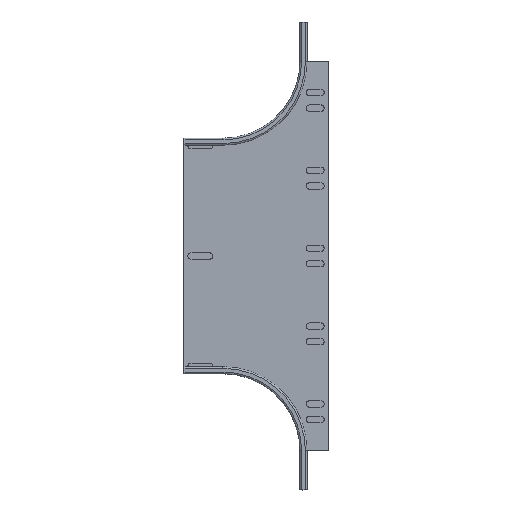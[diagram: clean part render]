
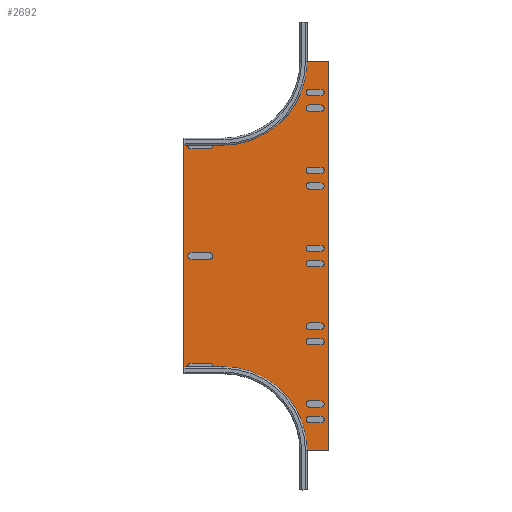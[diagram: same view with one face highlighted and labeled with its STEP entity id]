
A CAD part, top view. The second image highlights one B-rep face of the part: STEP entity #2692.
In plain terms, the highlighted planar face has unit normal (0, 0, 1).
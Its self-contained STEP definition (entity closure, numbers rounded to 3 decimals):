
#278=FACE_OUTER_BOUND('',#432,.T.);
#432=EDGE_LOOP('',(#2451,#2452,#2453,#2454,#2455,#2456,#2457,#2458));
#482=CIRCLE('',#2822,101.6);
#620=CIRCLE('',#3079,101.6);
#675=LINE('',#4214,#893);
#690=LINE('',#4265,#908);
#764=LINE('',#4555,#982);
#832=LINE('',#4794,#1050);
#837=LINE('',#4816,#1055);
#838=LINE('',#4819,#1056);
#893=VECTOR('',#3278,1.);
#908=VECTOR('',#3331,1.);
#982=VECTOR('',#3655,1.);
#1050=VECTOR('',#3935,1.);
#1055=VECTOR('',#3968,1.);
#1056=VECTOR('',#3973,1.);
#1155=VERTEX_POINT('',#4211);
#1156=VERTEX_POINT('',#4213);
#1167=VERTEX_POINT('',#4241);
#1173=VERTEX_POINT('',#4263);
#1264=VERTEX_POINT('',#4553);
#1328=VERTEX_POINT('',#4788);
#1329=VERTEX_POINT('',#4792);
#1332=VERTEX_POINT('',#4812);
#1439=EDGE_CURVE('',#1156,#1155,#675,.T.);
#1453=EDGE_CURVE('',#1167,#1155,#482,.T.);
#1465=EDGE_CURVE('',#1167,#1173,#690,.T.);
#1610=EDGE_CURVE('',#1173,#1264,#764,.T.);
#1730=EDGE_CURVE('',#1328,#1329,#832,.T.);
#1740=EDGE_CURVE('',#1332,#1328,#620,.T.);
#1741=EDGE_CURVE('',#1332,#1264,#837,.T.);
#1742=EDGE_CURVE('',#1156,#1329,#838,.T.);
#2451=ORIENTED_EDGE('',*,*,#1610,.T.);
#2452=ORIENTED_EDGE('',*,*,#1741,.F.);
#2453=ORIENTED_EDGE('',*,*,#1740,.T.);
#2454=ORIENTED_EDGE('',*,*,#1730,.T.);
#2455=ORIENTED_EDGE('',*,*,#1742,.F.);
#2456=ORIENTED_EDGE('',*,*,#1439,.T.);
#2457=ORIENTED_EDGE('',*,*,#1453,.F.);
#2458=ORIENTED_EDGE('',*,*,#1465,.T.);
#2538=PLANE('',#3083);
#2692=ADVANCED_FACE('',(#278),#2538,.F.);
#2822=AXIS2_PLACEMENT_3D('',#4243,#3301,#3302);
#3079=AXIS2_PLACEMENT_3D('',#4814,#3964,#3965);
#3083=AXIS2_PLACEMENT_3D('',#4820,#3974,#3975);
#3278=DIRECTION('',(-1.,0.,0.));
#3301=DIRECTION('center_axis',(0.,0.,1.));
#3302=DIRECTION('ref_axis',(0.,-1.,0.));
#3331=DIRECTION('',(-1.,0.,0.));
#3655=DIRECTION('',(0.,-1.,0.));
#3935=DIRECTION('',(1.,0.,0.));
#3964=DIRECTION('center_axis',(0.,0.,-1.));
#3965=DIRECTION('ref_axis',(0.,1.,0.));
#3968=DIRECTION('',(-1.,0.,0.));
#3973=DIRECTION('',(0.,-1.,0.));
#3974=DIRECTION('center_axis',(0.,0.,-1.));
#3975=DIRECTION('ref_axis',(1.,0.,0.));
#4211=CARTESIAN_POINT('',(160.651,368.193,-2.));
#4213=CARTESIAN_POINT('',(194.051,368.193,-2.));
#4214=CARTESIAN_POINT('',(126.551,368.193,-2.));
#4241=CARTESIAN_POINT('',(59.051,266.593,-2.));
#4243=CARTESIAN_POINT('Origin',(59.051,368.193,-2.));
#4263=CARTESIAN_POINT('',(9.051,266.593,-2.));
#4265=CARTESIAN_POINT('',(59.051,266.593,-2.));
#4553=CARTESIAN_POINT('',(9.051,-30.607,-2.));
#4555=CARTESIAN_POINT('',(9.051,192.993,-2.));
#4788=CARTESIAN_POINT('',(160.651,-132.207,-2.));
#4792=CARTESIAN_POINT('',(194.051,-132.207,-2.));
#4794=CARTESIAN_POINT('',(126.551,-132.207,-2.));
#4812=CARTESIAN_POINT('',(59.051,-30.607,-2.));
#4814=CARTESIAN_POINT('Origin',(59.051,-132.207,-2.));
#4816=CARTESIAN_POINT('',(59.051,-30.607,-2.));
#4819=CARTESIAN_POINT('',(194.051,92.993,-2.));
#4820=CARTESIAN_POINT('Origin',(59.051,68.793,-2.));
